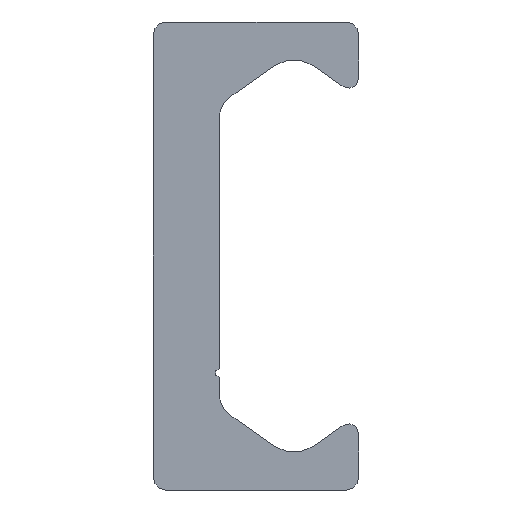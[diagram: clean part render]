
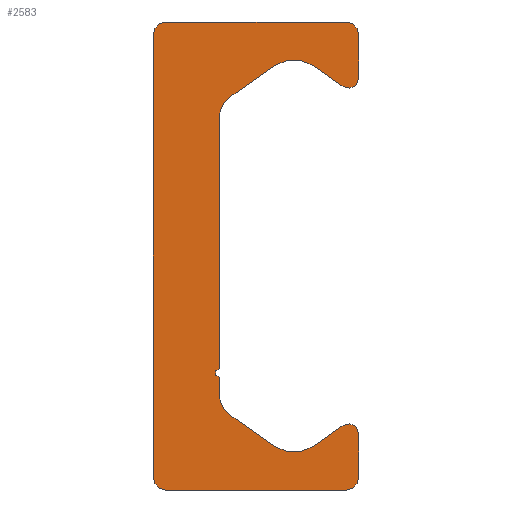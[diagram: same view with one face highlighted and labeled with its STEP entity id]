
A CAD part, left-side view. The second image highlights one B-rep face of the part: STEP entity #2583.
In plain terms, the highlighted planar face has unit normal (-1, 0, 0).
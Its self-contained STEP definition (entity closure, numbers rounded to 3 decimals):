
#1668=CARTESIAN_POINT('',(0.0,5.4,-14.));
#1669=VERTEX_POINT('',#1668);
#1676=CARTESIAN_POINT('',(0.0,6.15,-13.25));
#1677=VERTEX_POINT('',#1676);
#1678=CARTESIAN_POINT('',(0.0,5.4,-13.25));
#1679=DIRECTION('',(1.0,0.0,0.0));
#1680=DIRECTION('',(0.0,0.0,-1.0));
#1681=AXIS2_PLACEMENT_3D('',#1678,#1679,#1680);
#1682=CIRCLE('',#1681,0.75);
#1683=EDGE_CURVE('',#1669,#1677,#1682,.T.);
#1707=CARTESIAN_POINT('',(0.0,-5.4,-14.));
#1708=VERTEX_POINT('',#1707);
#1715=CARTESIAN_POINT('',(0.0,-5.4,-14.));
#1716=DIRECTION('',(0.0,1.0,0.0));
#1717=VECTOR('',#1716,10.8);
#1718=LINE('',#1715,#1717);
#1719=EDGE_CURVE('',#1708,#1669,#1718,.T.);
#1739=CARTESIAN_POINT('',(0.0,-6.15,-13.25));
#1740=VERTEX_POINT('',#1739);
#1747=CARTESIAN_POINT('',(0.0,-5.4,-13.25));
#1748=DIRECTION('',(1.0,0.0,0.0));
#1749=DIRECTION('',(0.0,-1.0,0.0));
#1750=AXIS2_PLACEMENT_3D('',#1747,#1748,#1749);
#1751=CIRCLE('',#1750,0.75);
#1752=EDGE_CURVE('',#1740,#1708,#1751,.T.);
#1771=CARTESIAN_POINT('',(0.0,-6.15,-10.63));
#1772=VERTEX_POINT('',#1771);
#1779=CARTESIAN_POINT('',(0.0,-6.15,-10.63));
#1780=DIRECTION('',(0.0,0.0,-1.0));
#1781=VECTOR('',#1780,2.62);
#1782=LINE('',#1779,#1781);
#1783=EDGE_CURVE('',#1772,#1740,#1782,.T.);
#1803=CARTESIAN_POINT('',(0.0,-5.206,-10.139));
#1804=VERTEX_POINT('',#1803);
#1811=CARTESIAN_POINT('',(0.0,-5.55,-10.63));
#1812=DIRECTION('',(1.0,0.0,0.0));
#1813=DIRECTION('',(0.0,0.574,0.819));
#1814=AXIS2_PLACEMENT_3D('',#1811,#1812,#1813);
#1815=CIRCLE('',#1814,0.6);
#1816=EDGE_CURVE('',#1804,#1772,#1815,.T.);
#1835=CARTESIAN_POINT('',(0.0,-3.417,-11.391));
#1836=VERTEX_POINT('',#1835);
#1843=CARTESIAN_POINT('',(0.0,-3.417,-11.391));
#1844=DIRECTION('',(0.0,-0.819,0.574));
#1845=VECTOR('',#1844,2.184);
#1846=LINE('',#1843,#1845);
#1847=EDGE_CURVE('',#1836,#1804,#1846,.T.);
#1867=CARTESIAN_POINT('',(0.0,-1.123,-11.391));
#1868=VERTEX_POINT('',#1867);
#1875=CARTESIAN_POINT('',(0.0,-2.27,-9.753));
#1876=DIRECTION('',(-1.0,0.0,0.0));
#1877=DIRECTION('',(0.0,0.574,0.819));
#1878=AXIS2_PLACEMENT_3D('',#1875,#1876,#1877);
#1879=CIRCLE('',#1878,2.0);
#1880=EDGE_CURVE('',#1868,#1836,#1879,.T.);
#1899=CARTESIAN_POINT('',(0.0,1.56,-9.512));
#1900=VERTEX_POINT('',#1899);
#1907=CARTESIAN_POINT('',(0.0,1.56,-9.512));
#1908=DIRECTION('',(0.0,-0.819,-0.574));
#1909=VECTOR('',#1908,3.276);
#1910=LINE('',#1907,#1909);
#1911=EDGE_CURVE('',#1900,#1868,#1910,.T.);
#1931=CARTESIAN_POINT('',(0.0,2.2,-8.283));
#1932=VERTEX_POINT('',#1931);
#1939=CARTESIAN_POINT('',(0.0,0.7,-8.283));
#1940=DIRECTION('',(-1.0,0.0,0.0));
#1941=DIRECTION('',(0.0,-0.574,0.819));
#1942=AXIS2_PLACEMENT_3D('',#1939,#1940,#1941);
#1943=CIRCLE('',#1942,1.5);
#1944=EDGE_CURVE('',#1932,#1900,#1943,.T.);
#1963=CARTESIAN_POINT('',(0.0,2.2,-7.25));
#1964=VERTEX_POINT('',#1963);
#1971=CARTESIAN_POINT('',(0.0,2.2,-7.25));
#1972=DIRECTION('',(0.0,0.0,-1.0));
#1973=VECTOR('',#1972,1.033);
#1974=LINE('',#1971,#1973);
#1975=EDGE_CURVE('',#1964,#1932,#1974,.T.);
#1995=CARTESIAN_POINT('',(0.0,2.2,-6.75));
#1996=VERTEX_POINT('',#1995);
#2003=CARTESIAN_POINT('',(0.0,2.2,-7.));
#2004=DIRECTION('',(-1.0,0.0,0.0));
#2005=DIRECTION('',(0.0,0.0,1.0));
#2006=AXIS2_PLACEMENT_3D('',#2003,#2004,#2005);
#2007=CIRCLE('',#2006,0.25);
#2008=EDGE_CURVE('',#1996,#1964,#2007,.T.);
#2027=CARTESIAN_POINT('',(0.0,2.2,8.283));
#2028=VERTEX_POINT('',#2027);
#2035=CARTESIAN_POINT('',(0.0,2.2,8.283));
#2036=DIRECTION('',(0.0,0.0,-1.0));
#2037=VECTOR('',#2036,15.033);
#2038=LINE('',#2035,#2037);
#2039=EDGE_CURVE('',#2028,#1996,#2038,.T.);
#2158=CARTESIAN_POINT('',(0.0,1.56,9.512));
#2159=VERTEX_POINT('',#2158);
#2166=CARTESIAN_POINT('',(0.0,0.7,8.283));
#2167=DIRECTION('',(-1.0,0.0,0.0));
#2168=DIRECTION('',(0.0,-1.0,0.0));
#2169=AXIS2_PLACEMENT_3D('',#2166,#2167,#2168);
#2170=CIRCLE('',#2169,1.5);
#2171=EDGE_CURVE('',#2159,#2028,#2170,.T.);
#2190=CARTESIAN_POINT('',(0.0,-1.123,11.391));
#2191=VERTEX_POINT('',#2190);
#2198=CARTESIAN_POINT('',(0.0,-1.123,11.391));
#2199=DIRECTION('',(0.0,0.819,-0.574));
#2200=VECTOR('',#2199,3.276);
#2201=LINE('',#2198,#2200);
#2202=EDGE_CURVE('',#2191,#2159,#2201,.T.);
#2222=CARTESIAN_POINT('',(0.0,-3.417,11.391));
#2223=VERTEX_POINT('',#2222);
#2230=CARTESIAN_POINT('',(0.0,-2.27,9.753));
#2231=DIRECTION('',(-1.0,0.0,0.0));
#2232=DIRECTION('',(0.0,-0.574,-0.819));
#2233=AXIS2_PLACEMENT_3D('',#2230,#2231,#2232);
#2234=CIRCLE('',#2233,2.0);
#2235=EDGE_CURVE('',#2223,#2191,#2234,.T.);
#2254=CARTESIAN_POINT('',(0.0,-5.206,10.139));
#2255=VERTEX_POINT('',#2254);
#2262=CARTESIAN_POINT('',(0.0,-5.206,10.139));
#2263=DIRECTION('',(0.0,0.819,0.574));
#2264=VECTOR('',#2263,2.184);
#2265=LINE('',#2262,#2264);
#2266=EDGE_CURVE('',#2255,#2223,#2265,.T.);
#2286=CARTESIAN_POINT('',(0.0,-6.15,10.63));
#2287=VERTEX_POINT('',#2286);
#2294=CARTESIAN_POINT('',(0.0,-5.55,10.63));
#2295=DIRECTION('',(1.0,0.0,0.0));
#2296=DIRECTION('',(0.0,-1.0,0.0));
#2297=AXIS2_PLACEMENT_3D('',#2294,#2295,#2296);
#2298=CIRCLE('',#2297,0.6);
#2299=EDGE_CURVE('',#2287,#2255,#2298,.T.);
#2318=CARTESIAN_POINT('',(0.0,-6.15,13.25));
#2319=VERTEX_POINT('',#2318);
#2326=CARTESIAN_POINT('',(0.0,-6.15,13.25));
#2327=DIRECTION('',(0.0,0.0,-1.0));
#2328=VECTOR('',#2327,2.62);
#2329=LINE('',#2326,#2328);
#2330=EDGE_CURVE('',#2319,#2287,#2329,.T.);
#2350=CARTESIAN_POINT('',(0.0,-5.4,14.));
#2351=VERTEX_POINT('',#2350);
#2358=CARTESIAN_POINT('',(0.0,-5.4,13.25));
#2359=DIRECTION('',(1.0,0.0,0.0));
#2360=DIRECTION('',(0.0,0.0,1.0));
#2361=AXIS2_PLACEMENT_3D('',#2358,#2359,#2360);
#2362=CIRCLE('',#2361,0.75);
#2363=EDGE_CURVE('',#2351,#2319,#2362,.T.);
#2382=CARTESIAN_POINT('',(0.0,5.4,14.));
#2383=VERTEX_POINT('',#2382);
#2390=CARTESIAN_POINT('',(0.0,5.4,14.));
#2391=DIRECTION('',(0.0,-1.0,0.0));
#2392=VECTOR('',#2391,10.8);
#2393=LINE('',#2390,#2392);
#2394=EDGE_CURVE('',#2383,#2351,#2393,.T.);
#2414=CARTESIAN_POINT('',(0.0,6.15,13.25));
#2415=VERTEX_POINT('',#2414);
#2422=CARTESIAN_POINT('',(0.0,5.4,13.25));
#2423=DIRECTION('',(1.0,0.0,0.0));
#2424=DIRECTION('',(0.0,1.0,0.0));
#2425=AXIS2_PLACEMENT_3D('',#2422,#2423,#2424);
#2426=CIRCLE('',#2425,0.75);
#2427=EDGE_CURVE('',#2415,#2383,#2426,.T.);
#2445=CARTESIAN_POINT('',(0.0,6.15,-13.25));
#2446=DIRECTION('',(0.0,0.0,1.0));
#2447=VECTOR('',#2446,26.5);
#2448=LINE('',#2445,#2447);
#2449=EDGE_CURVE('',#1677,#2415,#2448,.T.);
#2554=CARTESIAN_POINT('',(0.0,1.352,-0.021));
#2555=DIRECTION('',(1.0,0.0,0.0));
#2556=DIRECTION('',(0.0,0.0,-1.0));
#2557=AXIS2_PLACEMENT_3D('',#2554,#2555,#2556);
#2558=PLANE('',#2557);
#2559=ORIENTED_EDGE('',*,*,#2449,.F.);
#2560=ORIENTED_EDGE('',*,*,#1683,.F.);
#2561=ORIENTED_EDGE('',*,*,#1719,.F.);
#2562=ORIENTED_EDGE('',*,*,#1752,.F.);
#2563=ORIENTED_EDGE('',*,*,#1783,.F.);
#2564=ORIENTED_EDGE('',*,*,#1816,.F.);
#2565=ORIENTED_EDGE('',*,*,#1847,.F.);
#2566=ORIENTED_EDGE('',*,*,#1880,.F.);
#2567=ORIENTED_EDGE('',*,*,#1911,.F.);
#2568=ORIENTED_EDGE('',*,*,#1944,.F.);
#2569=ORIENTED_EDGE('',*,*,#1975,.F.);
#2570=ORIENTED_EDGE('',*,*,#2008,.F.);
#2571=ORIENTED_EDGE('',*,*,#2039,.F.);
#2572=ORIENTED_EDGE('',*,*,#2171,.F.);
#2573=ORIENTED_EDGE('',*,*,#2202,.F.);
#2574=ORIENTED_EDGE('',*,*,#2235,.F.);
#2575=ORIENTED_EDGE('',*,*,#2266,.F.);
#2576=ORIENTED_EDGE('',*,*,#2299,.F.);
#2577=ORIENTED_EDGE('',*,*,#2330,.F.);
#2578=ORIENTED_EDGE('',*,*,#2363,.F.);
#2579=ORIENTED_EDGE('',*,*,#2394,.F.);
#2580=ORIENTED_EDGE('',*,*,#2427,.F.);
#2581=EDGE_LOOP('',(#2559,#2560,#2561,#2562,#2563,#2564,#2565,#2566,#2567,#2568,#2569,#2570,#2571,#2572,#2573,#2574,#2575,#2576,#2577,#2578,#2579,#2580));
#2582=FACE_OUTER_BOUND('',#2581,.T.);
#2583=ADVANCED_FACE('',(#2582),#2558,.F.);
